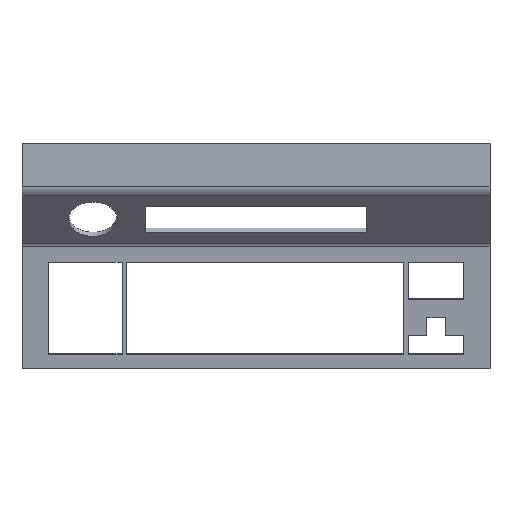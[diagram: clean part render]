
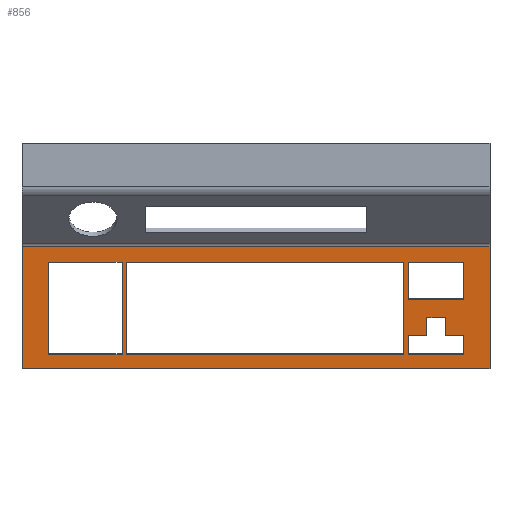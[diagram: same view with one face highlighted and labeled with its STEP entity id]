
A CAD part, top view. The second image highlights one B-rep face of the part: STEP entity #856.
In plain terms, the highlighted planar face has unit normal (0, -0.087, 0.996).
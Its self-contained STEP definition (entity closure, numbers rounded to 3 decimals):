
#31=FACE_BOUND('',#166,.T.);
#32=FACE_BOUND('',#167,.T.);
#33=FACE_BOUND('',#168,.T.);
#34=FACE_BOUND('',#169,.T.);
#72=PLANE('',#935);
#114=FACE_OUTER_BOUND('',#165,.T.);
#165=EDGE_LOOP('',(#782,#783,#784,#785));
#166=EDGE_LOOP('',(#786,#787,#788,#789,#790,#791,#792,#793));
#167=EDGE_LOOP('',(#794,#795,#796,#797));
#168=EDGE_LOOP('',(#798,#799,#800,#801));
#169=EDGE_LOOP('',(#802,#803,#804,#805));
#191=LINE('',#1220,#296);
#200=LINE('',#1242,#305);
#204=LINE('',#1250,#309);
#231=LINE('',#1304,#336);
#233=LINE('',#1309,#338);
#235=LINE('',#1313,#340);
#237=LINE('',#1317,#342);
#239=LINE('',#1320,#344);
#241=LINE('',#1325,#346);
#243=LINE('',#1329,#348);
#245=LINE('',#1333,#350);
#247=LINE('',#1336,#352);
#249=LINE('',#1341,#354);
#251=LINE('',#1345,#356);
#253=LINE('',#1349,#358);
#255=LINE('',#1352,#360);
#257=LINE('',#1357,#362);
#259=LINE('',#1361,#364);
#261=LINE('',#1365,#366);
#263=LINE('',#1369,#368);
#265=LINE('',#1373,#370);
#267=LINE('',#1377,#372);
#269=LINE('',#1381,#374);
#271=LINE('',#1384,#376);
#296=VECTOR('',#1000,10.);
#305=VECTOR('',#1017,10.);
#309=VECTOR('',#1025,10.);
#336=VECTOR('',#1058,10.);
#338=VECTOR('',#1062,10.);
#340=VECTOR('',#1066,10.);
#342=VECTOR('',#1070,10.);
#344=VECTOR('',#1074,10.);
#346=VECTOR('',#1078,10.);
#348=VECTOR('',#1082,10.);
#350=VECTOR('',#1086,10.);
#352=VECTOR('',#1090,10.);
#354=VECTOR('',#1094,10.);
#356=VECTOR('',#1098,10.);
#358=VECTOR('',#1102,10.);
#360=VECTOR('',#1106,10.);
#362=VECTOR('',#1110,10.);
#364=VECTOR('',#1114,10.);
#366=VECTOR('',#1118,10.);
#368=VECTOR('',#1122,10.);
#370=VECTOR('',#1126,10.);
#372=VECTOR('',#1130,10.);
#374=VECTOR('',#1134,10.);
#376=VECTOR('',#1138,10.);
#408=VERTEX_POINT('',#1217);
#409=VERTEX_POINT('',#1219);
#417=VERTEX_POINT('',#1239);
#418=VERTEX_POINT('',#1241);
#445=VERTEX_POINT('',#1306);
#446=VERTEX_POINT('',#1308);
#447=VERTEX_POINT('',#1312);
#448=VERTEX_POINT('',#1316);
#449=VERTEX_POINT('',#1322);
#450=VERTEX_POINT('',#1324);
#451=VERTEX_POINT('',#1328);
#452=VERTEX_POINT('',#1332);
#453=VERTEX_POINT('',#1338);
#454=VERTEX_POINT('',#1340);
#455=VERTEX_POINT('',#1344);
#456=VERTEX_POINT('',#1348);
#457=VERTEX_POINT('',#1354);
#458=VERTEX_POINT('',#1356);
#459=VERTEX_POINT('',#1360);
#460=VERTEX_POINT('',#1364);
#461=VERTEX_POINT('',#1368);
#462=VERTEX_POINT('',#1372);
#463=VERTEX_POINT('',#1376);
#464=VERTEX_POINT('',#1380);
#492=EDGE_CURVE('',#409,#408,#191,.T.);
#503=EDGE_CURVE('',#418,#417,#200,.T.);
#508=EDGE_CURVE('',#409,#417,#204,.T.);
#535=EDGE_CURVE('',#408,#418,#231,.T.);
#537=EDGE_CURVE('',#446,#445,#233,.T.);
#539=EDGE_CURVE('',#447,#446,#235,.T.);
#541=EDGE_CURVE('',#448,#447,#237,.T.);
#543=EDGE_CURVE('',#445,#448,#239,.T.);
#545=EDGE_CURVE('',#450,#449,#241,.T.);
#547=EDGE_CURVE('',#451,#450,#243,.T.);
#549=EDGE_CURVE('',#452,#451,#245,.T.);
#551=EDGE_CURVE('',#449,#452,#247,.T.);
#553=EDGE_CURVE('',#454,#453,#249,.T.);
#555=EDGE_CURVE('',#455,#454,#251,.T.);
#557=EDGE_CURVE('',#456,#455,#253,.T.);
#559=EDGE_CURVE('',#453,#456,#255,.T.);
#561=EDGE_CURVE('',#458,#457,#257,.T.);
#563=EDGE_CURVE('',#459,#458,#259,.T.);
#565=EDGE_CURVE('',#460,#459,#261,.T.);
#567=EDGE_CURVE('',#461,#460,#263,.T.);
#569=EDGE_CURVE('',#462,#461,#265,.T.);
#571=EDGE_CURVE('',#463,#462,#267,.T.);
#573=EDGE_CURVE('',#464,#463,#269,.T.);
#575=EDGE_CURVE('',#457,#464,#271,.T.);
#782=ORIENTED_EDGE('',*,*,#508,.F.);
#783=ORIENTED_EDGE('',*,*,#492,.T.);
#784=ORIENTED_EDGE('',*,*,#535,.T.);
#785=ORIENTED_EDGE('',*,*,#503,.T.);
#786=ORIENTED_EDGE('',*,*,#575,.T.);
#787=ORIENTED_EDGE('',*,*,#573,.T.);
#788=ORIENTED_EDGE('',*,*,#571,.T.);
#789=ORIENTED_EDGE('',*,*,#569,.T.);
#790=ORIENTED_EDGE('',*,*,#567,.T.);
#791=ORIENTED_EDGE('',*,*,#565,.T.);
#792=ORIENTED_EDGE('',*,*,#563,.T.);
#793=ORIENTED_EDGE('',*,*,#561,.T.);
#794=ORIENTED_EDGE('',*,*,#559,.T.);
#795=ORIENTED_EDGE('',*,*,#557,.T.);
#796=ORIENTED_EDGE('',*,*,#555,.T.);
#797=ORIENTED_EDGE('',*,*,#553,.T.);
#798=ORIENTED_EDGE('',*,*,#551,.T.);
#799=ORIENTED_EDGE('',*,*,#549,.T.);
#800=ORIENTED_EDGE('',*,*,#547,.T.);
#801=ORIENTED_EDGE('',*,*,#545,.T.);
#802=ORIENTED_EDGE('',*,*,#543,.T.);
#803=ORIENTED_EDGE('',*,*,#541,.T.);
#804=ORIENTED_EDGE('',*,*,#539,.T.);
#805=ORIENTED_EDGE('',*,*,#537,.T.);
#856=ADVANCED_FACE('',(#114,#31,#32,#33,#34),#72,.T.);
#935=AXIS2_PLACEMENT_3D('',#1393,#1151,#1152);
#1000=DIRECTION('',(0.,-0.996,-0.087));
#1017=DIRECTION('',(0.,0.996,0.087));
#1025=DIRECTION('',(1.,0.,0.));
#1058=DIRECTION('',(1.,0.,0.));
#1062=DIRECTION('',(-1.,0.,0.));
#1066=DIRECTION('',(0.,-0.996,-0.087));
#1070=DIRECTION('',(1.,0.,0.));
#1074=DIRECTION('',(0.,0.996,0.087));
#1078=DIRECTION('',(-1.,0.,0.));
#1082=DIRECTION('',(0.,-0.996,-0.087));
#1086=DIRECTION('',(1.,0.,0.));
#1090=DIRECTION('',(0.,0.996,0.087));
#1094=DIRECTION('',(-1.,0.,0.));
#1098=DIRECTION('',(0.,-0.996,-0.087));
#1102=DIRECTION('',(1.,0.,0.));
#1106=DIRECTION('',(0.,0.996,0.087));
#1110=DIRECTION('',(1.,0.,0.));
#1114=DIRECTION('',(0.,0.996,0.087));
#1118=DIRECTION('',(1.,0.,0.));
#1122=DIRECTION('',(0.,0.996,0.087));
#1126=DIRECTION('',(-1.,0.,0.));
#1130=DIRECTION('',(0.,-0.996,-0.087));
#1134=DIRECTION('',(1.,0.,0.));
#1138=DIRECTION('',(0.,-0.996,-0.087));
#1151=DIRECTION('center_axis',(0.,-0.087,0.996));
#1152=DIRECTION('ref_axis',(1.,0.,0.));
#1217=CARTESIAN_POINT('',(-21.905,-9.384,-5.006));
#1219=CARTESIAN_POINT('',(-21.905,116.42,6.));
#1220=CARTESIAN_POINT('',(-21.905,181.337,11.679));
#1239=CARTESIAN_POINT('',(460.721,116.42,6.));
#1241=CARTESIAN_POINT('',(460.721,-9.384,-5.006));
#1242=CARTESIAN_POINT('',(460.721,0.578,-4.135));
#1250=CARTESIAN_POINT('',(109.704,116.42,6.));
#1304=CARTESIAN_POINT('',(468.721,-9.384,-5.006));
#1306=CARTESIAN_POINT('',(5.092,5.558,-3.699));
#1308=CARTESIAN_POINT('',(81.296,5.558,-3.699));
#1309=CARTESIAN_POINT('',(81.296,5.558,-3.699));
#1312=CARTESIAN_POINT('',(81.296,100.448,4.603));
#1313=CARTESIAN_POINT('',(81.296,100.448,4.603));
#1316=CARTESIAN_POINT('',(5.092,100.448,4.603));
#1317=CARTESIAN_POINT('',(5.092,100.448,4.603));
#1320=CARTESIAN_POINT('',(5.092,5.558,-3.699));
#1322=CARTESIAN_POINT('',(86.056,5.558,-3.699));
#1324=CARTESIAN_POINT('',(371.807,5.558,-3.699));
#1325=CARTESIAN_POINT('',(371.807,5.558,-3.699));
#1328=CARTESIAN_POINT('',(371.807,100.448,4.603));
#1329=CARTESIAN_POINT('',(371.807,100.448,4.603));
#1332=CARTESIAN_POINT('',(86.056,100.448,4.603));
#1333=CARTESIAN_POINT('',(86.056,100.448,4.603));
#1336=CARTESIAN_POINT('',(86.056,5.558,-3.699));
#1338=CARTESIAN_POINT('',(376.569,62.491,1.282));
#1340=CARTESIAN_POINT('',(433.723,62.491,1.282));
#1341=CARTESIAN_POINT('',(433.723,62.491,1.282));
#1344=CARTESIAN_POINT('',(433.723,100.448,4.603));
#1345=CARTESIAN_POINT('',(433.723,100.448,4.603));
#1348=CARTESIAN_POINT('',(376.569,100.448,4.603));
#1349=CARTESIAN_POINT('',(376.569,100.448,4.603));
#1352=CARTESIAN_POINT('',(376.569,62.491,1.282));
#1354=CARTESIAN_POINT('',(414.673,43.516,-0.378));
#1356=CARTESIAN_POINT('',(395.619,43.516,-0.378));
#1357=CARTESIAN_POINT('',(414.673,43.516,-0.378));
#1360=CARTESIAN_POINT('',(395.619,24.538,-2.039));
#1361=CARTESIAN_POINT('',(395.619,43.516,-0.378));
#1364=CARTESIAN_POINT('',(376.569,24.538,-2.039));
#1365=CARTESIAN_POINT('',(395.619,24.538,-2.039));
#1368=CARTESIAN_POINT('',(376.569,5.558,-3.699));
#1369=CARTESIAN_POINT('',(376.569,24.538,-2.039));
#1372=CARTESIAN_POINT('',(433.723,5.558,-3.699));
#1373=CARTESIAN_POINT('',(376.569,5.558,-3.699));
#1376=CARTESIAN_POINT('',(433.723,24.538,-2.039));
#1377=CARTESIAN_POINT('',(433.723,5.558,-3.699));
#1380=CARTESIAN_POINT('',(414.673,24.538,-2.039));
#1381=CARTESIAN_POINT('',(433.723,24.538,-2.039));
#1384=CARTESIAN_POINT('',(414.673,24.538,-2.039));
#1393=CARTESIAN_POINT('Origin',(219.408,90.957,3.772));
